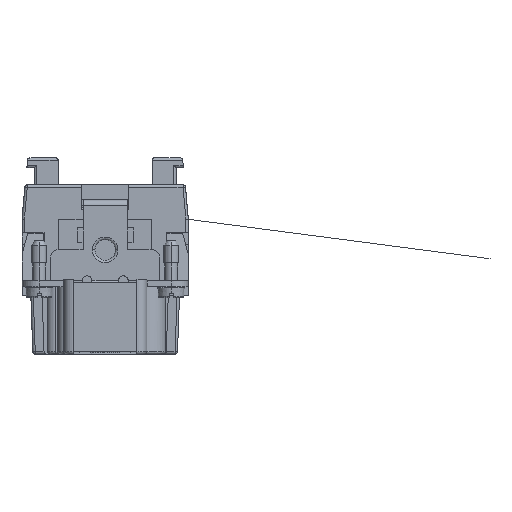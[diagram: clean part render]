
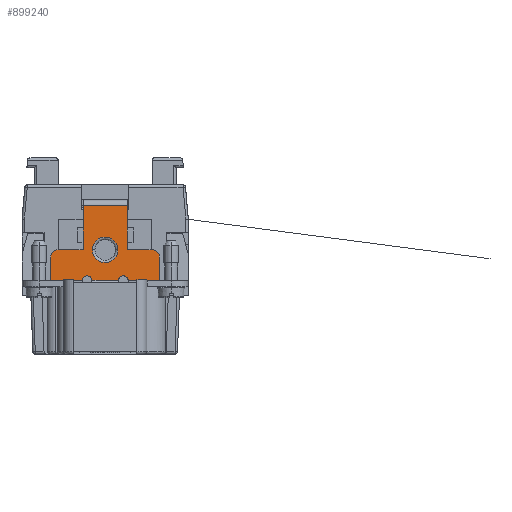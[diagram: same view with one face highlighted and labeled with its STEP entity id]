
A CAD part, left-side view. The second image highlights one B-rep face of the part: STEP entity #899240.
In plain terms, the highlighted planar face has unit normal (-1, 0, 0).
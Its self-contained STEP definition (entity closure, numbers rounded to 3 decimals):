
#882720=CARTESIAN_POINT('',(-4.462,34.399,-23.));
#882730=VERTEX_POINT('',#882720);
#882880=CARTESIAN_POINT('',(-4.462,39.499,-23.));
#882890=VERTEX_POINT('',#882880);
#882920=CARTESIAN_POINT('',(-4.462,0.,-23.));
#882930=DIRECTION('',(0.,1.,0.));
#882940=VECTOR('',#882930,1.);
#882950=LINE('',#882920,#882940);
#882960=EDGE_CURVE('',#882730,#882890,#882950,.T.);
#887170=CARTESIAN_POINT('',(-4.462,39.299,-16.7));
#887180=VERTEX_POINT('',#887170);
#887210=CARTESIAN_POINT('',(-4.462,40.299,-16.7));
#887220=DIRECTION('',(-1.,0.,0.));
#887230=DIRECTION('',(0.,1.,0.));
#887240=AXIS2_PLACEMENT_3D('',#887210,#887220,#887230);
#887250=CIRCLE('',#887240,1.);
#887260=CARTESIAN_POINT('',(-4.462,41.298,
-16.754));
#887270=VERTEX_POINT('',#887260);
#887280=EDGE_CURVE('',#887270,#887180,#887250,.T.);
#888440=CARTESIAN_POINT('',(-4.462,48.499,-23.));
#888450=VERTEX_POINT('',#888440);
#888480=CARTESIAN_POINT('',(-4.462,48.499,0.));
#888490=DIRECTION('',(0.,0.,1.));
#888500=VECTOR('',#888490,1.);
#888510=LINE('',#888480,#888500);
#888520=CARTESIAN_POINT('',(-4.462,48.499,-24.5));
#888530=VERTEX_POINT('',#888520);
#888540=EDGE_CURVE('',#888530,#888450,#888510,.T.);
#888890=CARTESIAN_POINT('',(-4.462,48.499,0.));
#888900=DIRECTION('',(0.,0.,-1.));
#888910=VECTOR('',#888900,1.);
#888920=LINE('',#888890,#888910);
#888930=CARTESIAN_POINT('',(-4.462,48.499,-27.5));
#888940=VERTEX_POINT('',#888930);
#888950=EDGE_CURVE('',#888530,#888940,#888920,.T.);
#889940=CARTESIAN_POINT('',(-4.462,39.499,0.));
#889950=DIRECTION('',(0.,0.,-1.));
#889960=VECTOR('',#889950,1.);
#889970=LINE('',#889940,#889960);
#889980=CARTESIAN_POINT('',(-4.462,39.499,-24.5));
#889990=VERTEX_POINT('',#889980);
#890000=EDGE_CURVE('',#882890,#889990,#889970,.T.);
#890860=CARTESIAN_POINT('',(-4.462,39.499,-27.5));
#890870=VERTEX_POINT('',#890860);
#890900=CARTESIAN_POINT('',(-4.462,39.499,0.));
#890910=DIRECTION('',(0.,0.,-1.));
#890920=VECTOR('',#890910,1.);
#890930=LINE('',#890900,#890920);
#890940=EDGE_CURVE('',#889990,#890870,#890930,.T.);
#891110=CARTESIAN_POINT('',(-4.462,47.699,-16.7));
#891120=DIRECTION('',(-1.,0.,0.));
#891130=DIRECTION('',(0.,1.,0.));
#891140=AXIS2_PLACEMENT_3D('',#891110,#891120,#891130);
#891150=CIRCLE('',#891140,1.);
#891160=CARTESIAN_POINT('',(-4.462,48.699,-16.7));
#891170=VERTEX_POINT('',#891160);
#891180=CARTESIAN_POINT('',(-4.462,46.701,
-16.754));
#891190=VERTEX_POINT('',#891180);
#891200=EDGE_CURVE('',#891170,#891190,#891150,.T.);
#892770=CARTESIAN_POINT('',(-4.462,48.499,-32.));
#892780=VERTEX_POINT('',#892770);
#892810=CARTESIAN_POINT('',(-4.462,0.,-32.));
#892820=DIRECTION('',(0.,1.,0.));
#892830=VECTOR('',#892820,1.);
#892840=LINE('',#892810,#892830);
#892850=CARTESIAN_POINT('',(-4.462,39.499,-32.));
#892860=VERTEX_POINT('',#892850);
#892870=EDGE_CURVE('',#892860,#892780,#892840,.T.);
#895870=EDGE_CURVE('',#890870,#892860,#889970,.T.);
#896090=EDGE_CURVE('',#892780,#888940,#888510,.T.);
#898320=CARTESIAN_POINT('',(-4.462,44.547,
-18.566));
#898330=DIRECTION('',(-1.,0.,0.));
#898340=DIRECTION('',(0.,1.,0.));
#898350=AXIS2_PLACEMENT_3D('',#898320,#898330,#898340);
#898360=PLANE('',#898350);
#898370=CARTESIAN_POINT('',(-4.462,43.999,-23.));
#898380=DIRECTION('',(-1.,0.,0.));
#898390=DIRECTION('',(0.,1.,0.));
#898400=AXIS2_PLACEMENT_3D('',#898370,#898380,#898390);
#898410=CIRCLE('',#898400,2.6);
#898420=CARTESIAN_POINT('',(-4.462,46.599,-23.));
#898430=VERTEX_POINT('',#898420);
#898440=CARTESIAN_POINT('',(-4.462,41.399,-23.));
#898450=VERTEX_POINT('',#898440);
#898460=EDGE_CURVE('',#898430,#898450,#898410,.T.);
#898470=ORIENTED_EDGE('',*,*,#898460,.F.);
#898480=EDGE_CURVE('',#898450,#898430,#898410,.T.);
#898490=ORIENTED_EDGE('',*,*,#898480,.F.);
#898500=EDGE_LOOP('',(#898490,#898470));
#898510=FACE_BOUND('',#898500,.T.);
#898520=CARTESIAN_POINT('',(-4.462,34.399,-21.5));
#898530=DIRECTION('',(1.,0.,0.));
#898540=DIRECTION('',(0.,-1.,0.));
#898550=AXIS2_PLACEMENT_3D('',#898520,#898530,#898540);
#898560=CIRCLE('',#898550,1.5);
#898570=CARTESIAN_POINT('',(-4.462,32.899,-21.5));
#898580=VERTEX_POINT('',#898570);
#898590=EDGE_CURVE('',#898580,#882730,#898560,.T.);
#898600=ORIENTED_EDGE('',*,*,#898590,.F.);
#898610=ORIENTED_EDGE('',*,*,#882960,.F.);
#898620=ORIENTED_EDGE('',*,*,#890000,.F.);
#898630=ORIENTED_EDGE('',*,*,#890940,.F.);
#898640=ORIENTED_EDGE('',*,*,#895870,.F.);
#898650=ORIENTED_EDGE('',*,*,#892870,.F.);
#898660=ORIENTED_EDGE('',*,*,#896090,.F.);
#898670=ORIENTED_EDGE('',*,*,#888950,.T.);
#898680=ORIENTED_EDGE('',*,*,#888540,.F.);
#898690=CARTESIAN_POINT('',(-4.462,0.,-23.));
#898700=DIRECTION('',(0.,1.,0.));
#898710=VECTOR('',#898700,1.);
#898720=LINE('',#898690,#898710);
#898730=CARTESIAN_POINT('',(-4.462,53.599,-23.));
#898740=VERTEX_POINT('',#898730);
#898750=EDGE_CURVE('',#888450,#898740,#898720,.T.);
#898760=ORIENTED_EDGE('',*,*,#898750,.F.);
#898770=CARTESIAN_POINT('',(-4.462,53.599,-21.5));
#898780=DIRECTION('',(1.,0.,0.));
#898790=DIRECTION('',(0.,-1.,0.));
#898800=AXIS2_PLACEMENT_3D('',#898770,#898780,#898790);
#898810=CIRCLE('',#898800,1.5);
#898820=CARTESIAN_POINT('',(-4.462,55.099,-21.5));
#898830=VERTEX_POINT('',#898820);
#898840=EDGE_CURVE('',#898740,#898830,#898810,.T.);
#898850=ORIENTED_EDGE('',*,*,#898840,.F.);
#898860=CARTESIAN_POINT('',(-4.462,55.099,0.));
#898870=DIRECTION('',(0.,0.,1.));
#898880=VECTOR('',#898870,1.);
#898890=LINE('',#898860,#898880);
#898900=CARTESIAN_POINT('',(-4.462,55.099,-16.7));
#898910=VERTEX_POINT('',#898900);
#898920=EDGE_CURVE('',#898830,#898910,#898890,.T.);
#898930=ORIENTED_EDGE('',*,*,#898920,.F.);
#898940=CARTESIAN_POINT('',(-4.462,0.,-16.7));
#898950=DIRECTION('',(0.,-1.,0.));
#898960=VECTOR('',#898950,1.);
#898970=LINE('',#898940,#898960);
#898980=EDGE_CURVE('',#898910,#891170,#898970,.T.);
#898990=ORIENTED_EDGE('',*,*,#898980,.F.);
#899000=ORIENTED_EDGE('',*,*,#891200,.F.);
#899010=CARTESIAN_POINT('',(-4.462,40.499,
-16.754));
#899020=DIRECTION('',(0.,1.,0.));
#899030=VECTOR('',#899020,1.);
#899040=LINE('',#899010,#899030);
#899050=EDGE_CURVE('',#887270,#891190,#899040,.T.);
#899060=ORIENTED_EDGE('',*,*,#899050,.T.);
#899070=ORIENTED_EDGE('',*,*,#887280,.F.);
#899080=CARTESIAN_POINT('',(-4.462,0.,-16.7));
#899090=DIRECTION('',(0.,-1.,0.));
#899100=VECTOR('',#899090,1.);
#899110=LINE('',#899080,#899100);
#899120=CARTESIAN_POINT('',(-4.462,32.899,-16.7));
#899130=VERTEX_POINT('',#899120);
#899140=EDGE_CURVE('',#887180,#899130,#899110,.T.);
#899150=ORIENTED_EDGE('',*,*,#899140,.F.);
#899160=CARTESIAN_POINT('',(-4.462,32.899,0.));
#899170=DIRECTION('',(0.,0.,-1.));
#899180=VECTOR('',#899170,1.);
#899190=LINE('',#899160,#899180);
#899200=EDGE_CURVE('',#899130,#898580,#899190,.T.);
#899210=ORIENTED_EDGE('',*,*,#899200,.F.);
#899220=EDGE_LOOP('',(#899210,#899150,#899070,#899060,#899000,#898990,
#898930,#898850,#898760,#898680,#898670,#898660,#898650,#898640,#898630,
#898620,#898610,#898600));
#899230=FACE_OUTER_BOUND('',#899220,.T.);
#899240=ADVANCED_FACE('F567',(#898510,#899230),#898360,.T.);
